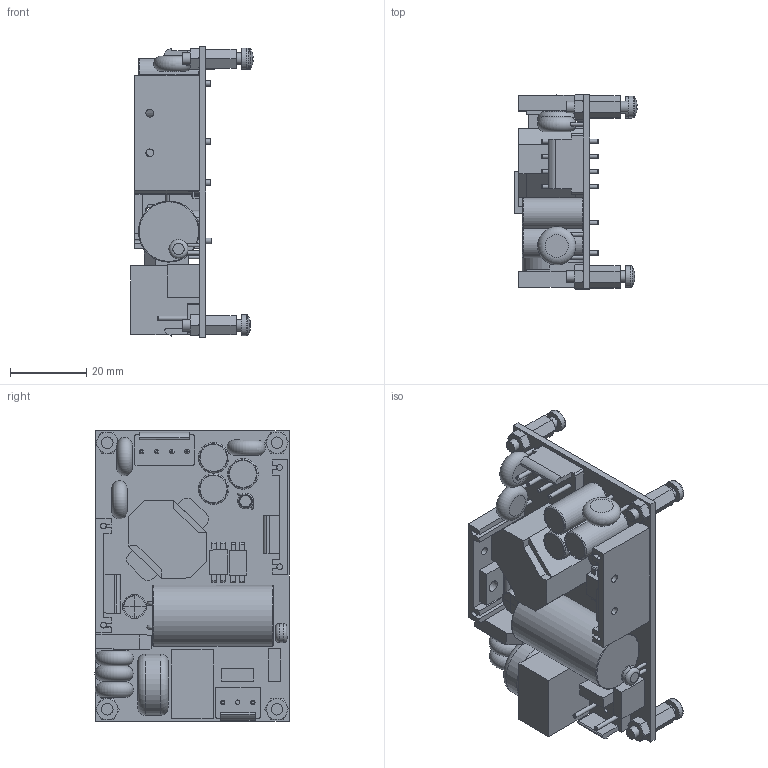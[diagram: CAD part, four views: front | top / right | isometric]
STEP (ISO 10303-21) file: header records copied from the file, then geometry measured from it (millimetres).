
FILE_DESCRIPTION(/* description */ (''),/* implementation_level */ '2;1');
FILE_NAME(/* name */ 'FONTE_ECP40UT01.stp',/* time_stamp */ '2020-06-11T12:54:28-04:00',/* author */ ('Keven'),/* organization */ (''),/* preprocessor_version */ 'ST-DEVELOPER v17',/* originating_system */ 'Autodesk Inventor 2019',/* authorisation */ '');
FILE_SCHEMA (('AUTOMOTIVE_DESIGN { 1 0 10303 214 3 1 1 }'));
Length unit declared in the file: millimetre
Products named in the file (23): Assembly1; FONTE_ECP40UT01; ECP40US; RM8; 16X8; KBP306G; FUSE; TO-220; NTC-5mm; 3.96 mm Locking Header 3-2pin; Cap-6.3-11; HSV 30X2X17 v1.0; x-cap 18X11; TES40 V1.0 PCB; Cap-16-31.5; Y-Cap; Inductor; 3.96 mm Locking Header 4pin; PHOTO-COUPLER; Cap-8-16; ESPACADOR_PT2; PARAFUSO_ESPACADOR; PORCA_ESPACADOR
Assembly tree (42 placements, depth 4):
  Assembly1
    FONTE_ECP40UT01
      ECP40US
        RM8
        Y-Cap  x6
        FUSE  x2
        16X8
        PHOTO-COUPLER  x2
        KBP306G
        TO-220  x2
        HSV 30X2X17 v1.0  x2
        NTC-5mm
        3.96 mm Locking Header 3-2pin
        Cap-8-16  x3
        Cap-6.3-11
        x-cap 18X11
        TES40 V1.0 PCB
        Cap-16-31.5
        Inductor
        3.96 mm Locking Header 4pin
      ESPACADOR_PT2  x4
      PARAFUSO_ESPACADOR  x4
      PORCA_ESPACADOR  x4
Bounding box: 32.1 x 50.88 x 76.2 mm (x, y, z)
Volume: 33893.2 mm3; surface area: 27091.2 mm2
Topology: 46 solids, 46 shells, 658 faces, 1585 edges, 1068 vertices
Faces by surface type: plane 425, cylinder 130, cone 56, torus 32, bspline 11, sphere 4
Full cylindrical faces by diameter (mm): 0.6 x4, 0.8 x4, 0.9 x1, 1 x17, 1.14 x13, 1.494 x2, 1.5 x2, 2.083 x4, 2.5 x4, 3 x28, 3.4 x4, 5.6 x4, 5.613 x1, 6.3 x1, 7.102 x3, 8 x3, 9.993 x1, 16 x2
Entity records: 15755 total; most frequent: CARTESIAN_POINT 5647, DIRECTION 2065, ORIENTED_EDGE 1840, EDGE_CURVE 920, AXIS2_PLACEMENT_3D 783, VERTEX_POINT 627, LINE 499, VECTOR 499
